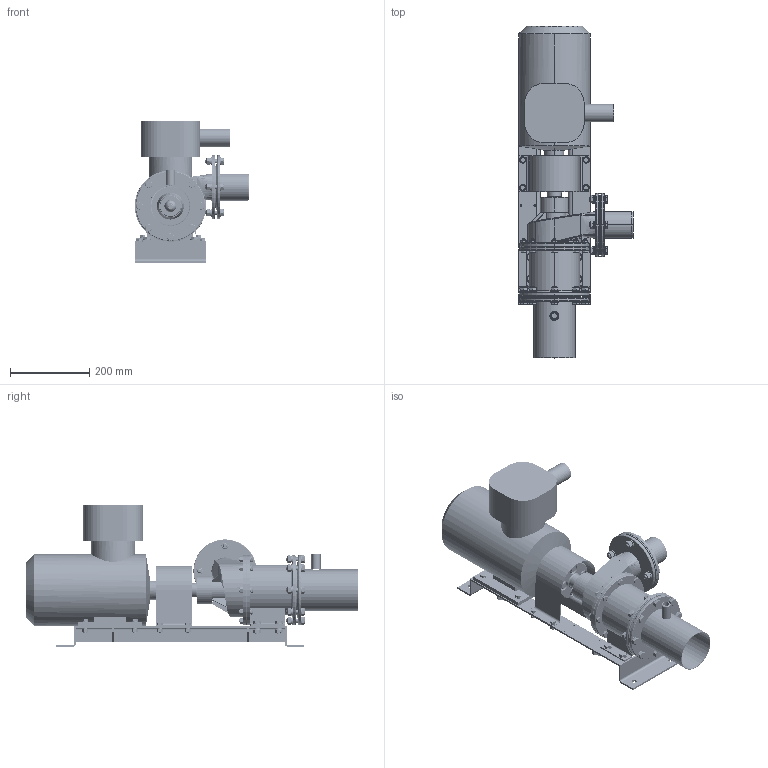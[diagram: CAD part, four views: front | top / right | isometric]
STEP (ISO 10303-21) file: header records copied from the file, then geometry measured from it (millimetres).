
FILE_DESCRIPTION (( 'STEP AP203' ), '1' );
FILE_NAME ('5ﾍ.31.00.00 ﾓﾎﾄﾍ 120-100-65-ﾊ-3-ﾌ.STEP', '2020-01-10T08:25:44', ( '' ), ( '' ), 'SwSTEP 2.0', 'SolidWorks 2019', '' );
FILE_SCHEMA (( 'CONFIG_CONTROL_DESIGN' ));
Length unit declared in the file: millimetre
Products named in the file (1): 5ﾍ.31.00.00 ﾓﾎﾄﾍ 120-100-65-ﾊ-3-ﾌ
Bounding box: 289 x 837.84 x 359 mm (x, y, z)
Volume: 13296843.8 mm3; surface area: 1717311.4 mm2
Topology: 198 solids, 198 shells, 3220 faces, 7754 edges, 4905 vertices
Faces by surface type: plane 1338, cylinder 971, cone 587, torus 240, sphere 62, bspline 22
Full cylindrical faces by diameter (mm): 9 x2
Entity records: 130727 total; most frequent: CARTESIAN_POINT 56788, DIRECTION 15364, ORIENTED_EDGE 15132, EDGE_CURVE 7566, AXIS2_PLACEMENT_3D 6113, VERTEX_POINT 4783, EDGE_LOOP 3733, FACE_OUTER_BOUND 3220
